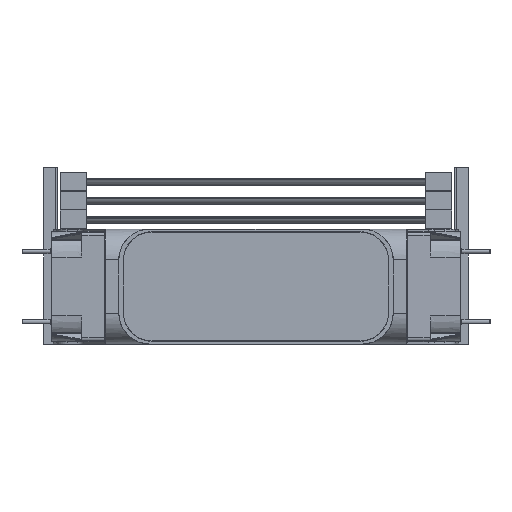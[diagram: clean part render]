
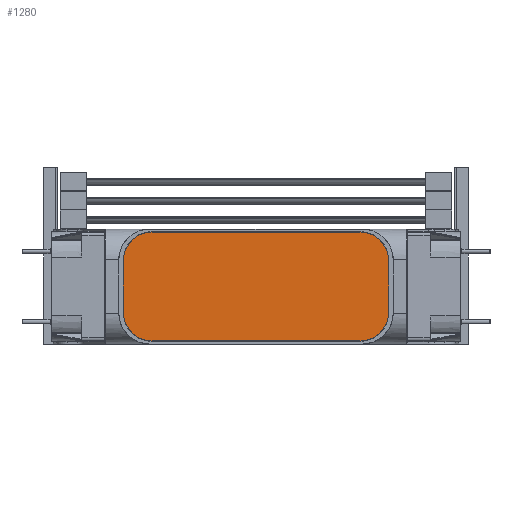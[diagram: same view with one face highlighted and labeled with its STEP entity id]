
A CAD part, left-side view. The second image highlights one B-rep face of the part: STEP entity #1280.
In plain terms, the highlighted planar face has unit normal (-1, 0, 0).
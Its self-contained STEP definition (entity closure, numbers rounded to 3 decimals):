
#1280=ADVANCED_FACE('',(#3838),#3839,.T.);
#3838=FACE_OUTER_BOUND('',#15730,.T.);
#3839=PLANE('',#15731);
#15730=EDGE_LOOP('',(#33787,#33788,#33789,#33790,#33791,#33792,#33793,#33794));
#15731=AXIS2_PLACEMENT_3D('',#33795,#33796,#33797);
#33787=ORIENTED_EDGE('',*,*,#39943,.T.);
#33788=ORIENTED_EDGE('',*,*,#39944,.T.);
#33789=ORIENTED_EDGE('',*,*,#39945,.T.);
#33790=ORIENTED_EDGE('',*,*,#39946,.T.);
#33791=ORIENTED_EDGE('',*,*,#39947,.T.);
#33792=ORIENTED_EDGE('',*,*,#39948,.T.);
#33793=ORIENTED_EDGE('',*,*,#39949,.T.);
#33794=ORIENTED_EDGE('',*,*,#39950,.T.);
#33795=CARTESIAN_POINT('',(46.,-1300.0,49.));
#33796=DIRECTION('',(-1.0,0.,0.));
#33797=DIRECTION('',(0.0,1.0,0.));
#39943=EDGE_CURVE('',#45718,#45719,#45720,.T.);
#39944=EDGE_CURVE('',#45719,#45721,#45722,.T.);
#39945=EDGE_CURVE('',#45721,#45723,#45724,.T.);
#39946=EDGE_CURVE('',#45723,#45725,#45726,.T.);
#39947=EDGE_CURVE('',#45725,#45727,#45728,.T.);
#39948=EDGE_CURVE('',#45727,#45729,#45730,.T.);
#39949=EDGE_CURVE('',#45729,#45731,#45732,.T.);
#39950=EDGE_CURVE('',#45731,#45718,#45733,.T.);
#45718=VERTEX_POINT('',#56657);
#45719=VERTEX_POINT('',#56658);
#45720=LINE('',#56659,#56660);
#45721=VERTEX_POINT('',#56661);
#45722=CIRCLE('',#56662,24.437);
#45723=VERTEX_POINT('',#56663);
#45724=LINE('',#56664,#56665);
#45725=VERTEX_POINT('',#56666);
#45726=CIRCLE('',#56667,24.437);
#45727=VERTEX_POINT('',#56668);
#45728=LINE('',#56669,#56670);
#45729=VERTEX_POINT('',#56671);
#45730=CIRCLE('',#56672,24.437);
#45731=VERTEX_POINT('',#56673);
#45732=LINE('',#56674,#56675);
#45733=CIRCLE('',#56676,24.437);
#56657=CARTESIAN_POINT('',(46.,-1187.063,71.));
#56658=CARTESIAN_POINT('',(46.,-1187.063,27.));
#56659=CARTESIAN_POINT('',(46.,-1187.063,49.));
#56660=VECTOR('',#65916,1000.0);
#56661=CARTESIAN_POINT('',(46.,-1211.5,2.563));
#56662=AXIS2_PLACEMENT_3D('',#65917,#65918,#65919);
#56663=CARTESIAN_POINT('',(46.,-1388.5,2.563));
#56664=CARTESIAN_POINT('',(46.,-1300.0,2.563));
#56665=VECTOR('',#65920,1000.0);
#56666=CARTESIAN_POINT('',(46.,-1412.937,27.));
#56667=AXIS2_PLACEMENT_3D('',#65921,#65922,#65923);
#56668=CARTESIAN_POINT('',(46.,-1412.937,71.));
#56669=CARTESIAN_POINT('',(46.,-1412.937,49.));
#56670=VECTOR('',#65924,1000.0);
#56671=CARTESIAN_POINT('',(46.,-1388.5,95.437));
#56672=AXIS2_PLACEMENT_3D('',#65925,#65926,#65927);
#56673=CARTESIAN_POINT('',(46.,-1211.5,95.437));
#56674=CARTESIAN_POINT('',(46.,-1300.0,95.437));
#56675=VECTOR('',#65928,1000.0);
#56676=AXIS2_PLACEMENT_3D('',#65929,#65930,#65931);
#65916=DIRECTION('',(0.,0.,-1.0));
#65917=CARTESIAN_POINT('',(46.,-1211.5,27.));
#65918=DIRECTION('',(-1.0,0.,0.));
#65919=DIRECTION('',(0.,0.,1.0));
#65920=DIRECTION('',(0.,-1.0,0.));
#65921=CARTESIAN_POINT('',(46.,-1388.5,27.));
#65922=DIRECTION('',(-1.0,0.,0.));
#65923=DIRECTION('',(0.,0.,1.0));
#65924=DIRECTION('',(0.,0.,1.0));
#65925=CARTESIAN_POINT('',(46.,-1388.5,71.));
#65926=DIRECTION('',(-1.0,0.,0.));
#65927=DIRECTION('',(0.,0.,1.0));
#65928=DIRECTION('',(0.,1.0,0.));
#65929=CARTESIAN_POINT('',(46.,-1211.5,71.));
#65930=DIRECTION('',(-1.0,0.,0.));
#65931=DIRECTION('',(0.,0.,1.0));
